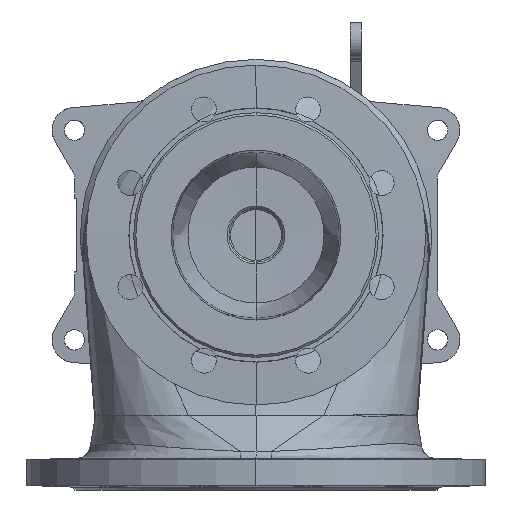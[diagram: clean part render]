
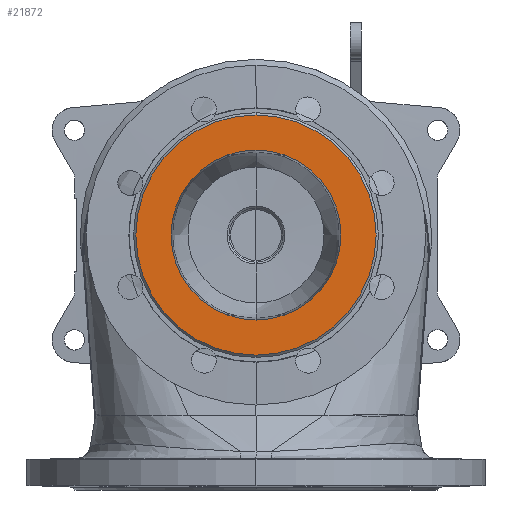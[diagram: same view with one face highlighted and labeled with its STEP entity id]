
A CAD part, front view. The second image highlights one B-rep face of the part: STEP entity #21872.
In plain terms, the highlighted planar face has unit normal (0, -1, 0).
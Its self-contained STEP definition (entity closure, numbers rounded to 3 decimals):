
#6662=CARTESIAN_POINT('',(0.,-285.,0.));
#6663=DIRECTION('',(0.,-1.,0.));
#6664=DIRECTION('',(0.,0.,-1.));
#6665=AXIS2_PLACEMENT_3D('',#6662,#6663,#6664);
#6667=CARTESIAN_POINT('',(0.,-285.,0.));
#6668=DIRECTION('',(0.,-1.,0.));
#6669=DIRECTION('',(0.,0.,1.));
#6670=AXIS2_PLACEMENT_3D('',#6667,#6668,#6669);
#6672=CARTESIAN_POINT('',(0.,-285.,0.));
#6673=DIRECTION('',(0.,-1.,0.));
#6674=DIRECTION('',(0.,0.,-1.));
#6675=AXIS2_PLACEMENT_3D('',#6672,#6673,#6674);
#6699=CARTESIAN_POINT('',(0.,-285.,0.));
#6700=DIRECTION('',(0.,1.,0.));
#6701=DIRECTION('',(0.,0.,-1.));
#6702=AXIS2_PLACEMENT_3D('',#6699,#6700,#6701);
#9515=CARTESIAN_POINT('',(0.,-285.,-75.));
#9516=CARTESIAN_POINT('',(0.,-285.,75.));
#9517=VERTEX_POINT('',#9515);
#9518=VERTEX_POINT('',#9516);
#9699=CARTESIAN_POINT('',(0.,-285.,-106.));
#9700=CARTESIAN_POINT('',(0.,-285.,106.));
#9701=VERTEX_POINT('',#9699);
#9702=VERTEX_POINT('',#9700);
#21856=CARTESIAN_POINT('',(0.,-285.,0.));
#21857=DIRECTION('',(0.,-1.,0.));
#21858=DIRECTION('',(0.,0.,1.));
#21859=AXIS2_PLACEMENT_3D('',#21856,#21857,#21858);
#21860=PLANE('',#21859);
#21862=ORIENTED_EDGE('',*,*,#21861,.F.);
#21863=ORIENTED_EDGE('',*,*,#21846,.F.);
#21864=EDGE_LOOP('',(#21862,#21863));
#21865=FACE_OUTER_BOUND('',#21864,.F.);
#21867=ORIENTED_EDGE('',*,*,#21866,.T.);
#21869=ORIENTED_EDGE('',*,*,#21868,.F.);
#21870=EDGE_LOOP('',(#21867,#21869));
#21871=FACE_BOUND('',#21870,.F.);
#21872=ADVANCED_FACE('',(#21865,#21871),#21860,.T.);
#6666=CIRCLE('',#6665,106.);
#6671=CIRCLE('',#6670,106.);
#6676=CIRCLE('',#6675,75.);
#6703=CIRCLE('',#6702,75.);
#21846=EDGE_CURVE('',#9702,#9701,#6671,.T.);
#21861=EDGE_CURVE('',#9701,#9702,#6666,.T.);
#21866=EDGE_CURVE('',#9517,#9518,#6676,.T.);
#21868=EDGE_CURVE('',#9517,#9518,#6703,.T.);
